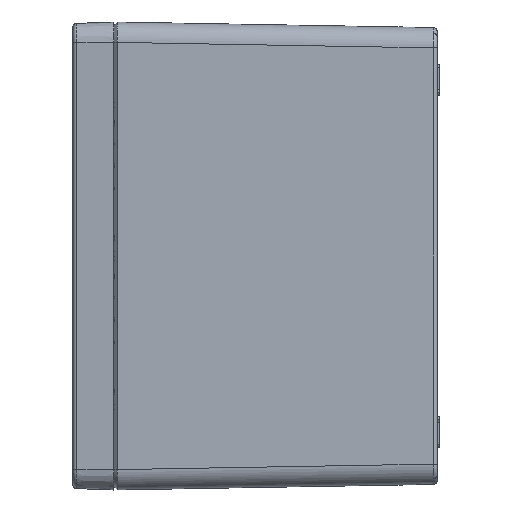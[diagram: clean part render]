
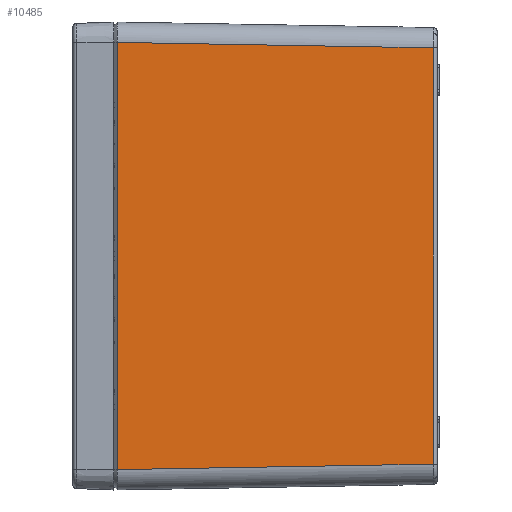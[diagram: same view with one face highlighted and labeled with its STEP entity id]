
A CAD part, left-side view. The second image highlights one B-rep face of the part: STEP entity #10485.
In plain terms, the highlighted planar face has unit normal (-1, -0.017, 0).
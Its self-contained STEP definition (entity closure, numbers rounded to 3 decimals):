
#653 = VERTEX_POINT ( 'NONE', #3490 ) ;
#2552 = FACE_OUTER_BOUND ( 'NONE', #25973, .T. ) ;
#2865 = LINE ( 'NONE', #45088, #62395 ) ;
#3490 = CARTESIAN_POINT ( 'NONE',  ( -199.969, -1.8, -104.97 ) ) ;
#5307 = DIRECTION ( 'NONE',  ( 0.017, -1., 0. ) ) ;
#6059 = VERTEX_POINT ( 'NONE', #61452 ) ;
#6072 = CARTESIAN_POINT ( 'NONE',  ( -200.003, 0.173, -105.004 ) ) ;
#7856 = CARTESIAN_POINT ( 'NONE',  ( -199.969, -1.8, 104.97 ) ) ;
#10485 = ADVANCED_FACE ( 'NONE', ( #2552 ), #45453, .T. ) ;
#12330 = CARTESIAN_POINT ( 'NONE',  ( -199.969, -1.8, -115. ) ) ;
#13450 = DIRECTION ( 'NONE',  ( -0.017, 1., 0.017 ) ) ;
#14712 = AXIS2_PLACEMENT_3D ( 'NONE', #65688, #52402, #5307 ) ;
#15152 = ORIENTED_EDGE ( 'NONE', *, *, #64820, .T. ) ;
#18792 = EDGE_CURVE ( 'NONE', #653, #6059, #21557, .T. ) ;
#21557 = LINE ( 'NONE', #6072, #58441 ) ;
#22127 = EDGE_CURVE ( 'NONE', #6059, #29782, #48580, .T. ) ;
#24918 = ORIENTED_EDGE ( 'NONE', *, *, #18792, .T. ) ;
#25973 = EDGE_LOOP ( 'NONE', ( #24918, #31325, #15152, #55994 ) ) ;
#27541 = DIRECTION ( 'NONE',  ( 0.017, -1., 0.017 ) ) ;
#27752 = CARTESIAN_POINT ( 'NONE',  ( -197.286, -157.035, 102.288 ) ) ;
#29782 = VERTEX_POINT ( 'NONE', #27752 ) ;
#29860 = VECTOR ( 'NONE', #39386, 1000. ) ;
#31325 = ORIENTED_EDGE ( 'NONE', *, *, #22127, .T. ) ;
#36199 = VECTOR ( 'NONE', #60845, 1000. ) ;
#39386 = DIRECTION ( 'NONE',  ( 0., 0., -1. ) ) ;
#43062 = VERTEX_POINT ( 'NONE', #7856 ) ;
#45088 = CARTESIAN_POINT ( 'NONE',  ( -199.934, -3.799, 104.936 ) ) ;
#45453 = PLANE ( 'NONE',  #14712 ) ;
#48580 = LINE ( 'NONE', #49960, #36199 ) ;
#49960 = CARTESIAN_POINT ( 'NONE',  ( -197.286, -157.035, 102.254 ) ) ;
#52402 = DIRECTION ( 'NONE',  ( -1., -0.017, 0. ) ) ;
#55994 = ORIENTED_EDGE ( 'NONE', *, *, #65136, .T. ) ;
#58441 = VECTOR ( 'NONE', #27541, 1000. ) ;
#60458 = LINE ( 'NONE', #12330, #29860 ) ;
#60845 = DIRECTION ( 'NONE',  ( 0., 0., 1. ) ) ;
#61452 = CARTESIAN_POINT ( 'NONE',  ( -197.286, -157.035, -102.288 ) ) ;
#62395 = VECTOR ( 'NONE', #13450, 1000. ) ;
#64820 = EDGE_CURVE ( 'NONE', #29782, #43062, #2865, .T. ) ;
#65136 = EDGE_CURVE ( 'NONE', #43062, #653, #60458, .T. ) ;
#65688 = CARTESIAN_POINT ( 'NONE',  ( -200., 0., -115. ) ) ;
